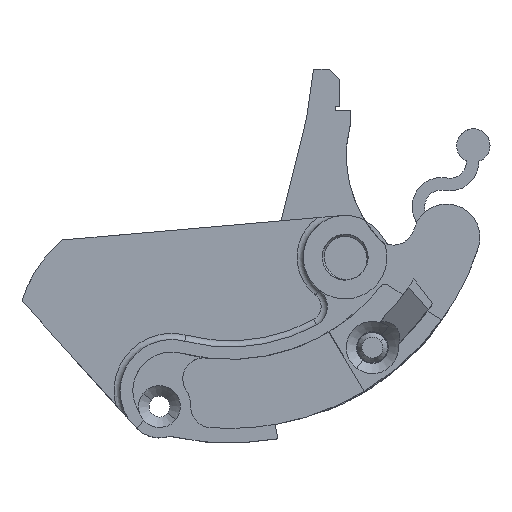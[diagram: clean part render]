
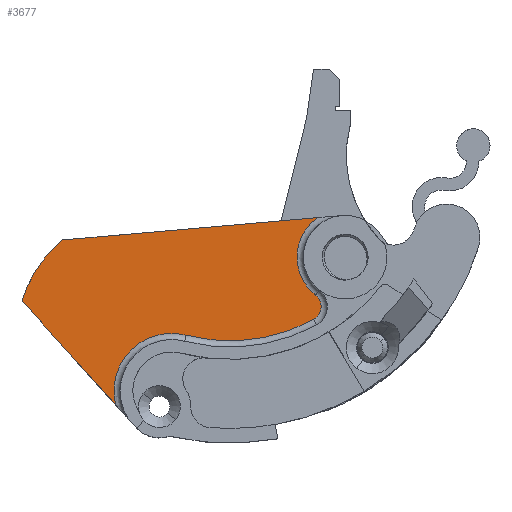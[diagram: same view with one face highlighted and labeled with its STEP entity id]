
A CAD part, top view. The second image highlights one B-rep face of the part: STEP entity #3677.
In plain terms, the highlighted planar face has unit normal (0, 0, 1).
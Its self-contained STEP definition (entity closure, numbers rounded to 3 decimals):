
#848=CARTESIAN_POINT('',(0.,0.,2.9));
#849=DIRECTION('',(0.,0.,1.));
#850=DIRECTION('',(-0.568,0.823,0.));
#851=AXIS2_PLACEMENT_3D('',#848,#849,#850);
#853=CARTESIAN_POINT('',(0.,0.,2.9));
#854=DIRECTION('',(0.,0.,1.));
#855=DIRECTION('',(-0.647,-0.763,0.));
#856=AXIS2_PLACEMENT_3D('',#853,#854,#855);
#858=CARTESIAN_POINT('',(-1.847,-2.364,2.9));
#859=DIRECTION('',(0.,0.,-1.));
#860=DIRECTION('',(0.616,0.788,0.));
#861=AXIS2_PLACEMENT_3D('',#858,#859,#860);
#863=CARTESIAN_POINT('',(-5.503,4.299,2.9));
#864=DIRECTION('',(0.,0.,-1.));
#865=DIRECTION('',(0.481,-0.877,0.));
#866=AXIS2_PLACEMENT_3D('',#863,#864,#865);
#868=CARTESIAN_POINT('',(-8.301,-6.401,2.9));
#869=DIRECTION('',(0.,0.,1.));
#870=DIRECTION('',(0.253,0.967,0.));
#871=AXIS2_PLACEMENT_3D('',#868,#869,#870);
#873=DIRECTION('',(-0.669,0.743,0.));
#874=VECTOR('',#873,6.69);
#875=CARTESIAN_POINT('',(-10.982,-7.057,2.9));
#876=LINE('',#875,#874);
#877=CARTESIAN_POINT('',(-9.717,-3.829,2.9));
#878=DIRECTION('',(0.,0.,-1.));
#879=DIRECTION('',(-0.957,0.291,0.));
#880=AXIS2_PLACEMENT_3D('',#877,#878,#879);
#882=CARTESIAN_POINT('',(-9.717,-3.829,2.9));
#883=DIRECTION('',(0.,0.,-1.));
#884=DIRECTION('',(-0.788,0.616,0.));
#885=AXIS2_PLACEMENT_3D('',#882,#883,#884);
#887=DIRECTION('',(0.996,0.087,0.));
#888=VECTOR('',#887,12.243);
#889=CARTESIAN_POINT('',(-13.503,0.826,2.9));
#890=LINE('',#889,#888);
#2669=CARTESIAN_POINT('',(-10.982,-7.057,2.9));
#2670=CARTESIAN_POINT('',(-15.458,-2.085,2.9));
#2671=VERTEX_POINT('',#2669);
#2672=VERTEX_POINT('',#2670);
#2674=CARTESIAN_POINT('',(-1.306,1.893,2.9));
#2675=CARTESIAN_POINT('',(-1.488,-1.754,2.9));
#2676=VERTEX_POINT('',#2674);
#2677=VERTEX_POINT('',#2675);
#2678=CARTESIAN_POINT('',(-1.416,-1.812,2.9));
#2679=VERTEX_POINT('',#2678);
#2680=CARTESIAN_POINT('',(-1.51,-2.978,2.9));
#2681=VERTEX_POINT('',#2680);
#2682=CARTESIAN_POINT('',(-7.602,-3.731,2.9));
#2683=VERTEX_POINT('',#2682);
#2684=CARTESIAN_POINT('',(-14.445,-0.135,2.9));
#2685=CARTESIAN_POINT('',(-13.503,0.826,2.9));
#2686=VERTEX_POINT('',#2684);
#2687=VERTEX_POINT('',#2685);
#3653=CARTESIAN_POINT('',(0.,0.,2.9));
#3654=DIRECTION('',(0.,0.,-1.));
#3655=DIRECTION('',(-0.788,0.616,0.));
#3656=AXIS2_PLACEMENT_3D('',#3653,#3654,#3655);
#3657=PLANE('',#3656);
#3659=ORIENTED_EDGE('',*,*,#3658,.T.);
#3661=ORIENTED_EDGE('',*,*,#3660,.T.);
#3663=ORIENTED_EDGE('',*,*,#3662,.T.);
#3665=ORIENTED_EDGE('',*,*,#3664,.T.);
#3667=ORIENTED_EDGE('',*,*,#3666,.T.);
#3668=ORIENTED_EDGE('',*,*,#3637,.T.);
#3670=ORIENTED_EDGE('',*,*,#3669,.T.);
#3672=ORIENTED_EDGE('',*,*,#3671,.T.);
#3674=ORIENTED_EDGE('',*,*,#3673,.T.);
#3675=EDGE_LOOP('',(#3659,#3661,#3663,#3665,#3667,#3668,#3670,#3672,#3674));
#3676=FACE_OUTER_BOUND('',#3675,.F.);
#852=CIRCLE('',#851,2.3);
#857=CIRCLE('',#856,2.3);
#862=CIRCLE('',#861,0.7);
#867=CIRCLE('',#866,8.3);
#872=CIRCLE('',#871,2.76);
#881=CIRCLE('',#880,6.);
#886=CIRCLE('',#885,6.);
#3637=EDGE_CURVE('',#2671,#2672,#876,.T.);
#3658=EDGE_CURVE('',#2676,#2677,#852,.T.);
#3660=EDGE_CURVE('',#2677,#2679,#857,.T.);
#3662=EDGE_CURVE('',#2679,#2681,#862,.T.);
#3664=EDGE_CURVE('',#2681,#2683,#867,.T.);
#3666=EDGE_CURVE('',#2683,#2671,#872,.T.);
#3669=EDGE_CURVE('',#2672,#2686,#881,.T.);
#3671=EDGE_CURVE('',#2686,#2687,#886,.T.);
#3673=EDGE_CURVE('',#2687,#2676,#890,.T.);
#3677=ADVANCED_FACE('',(#3676),#3657,.F.);
